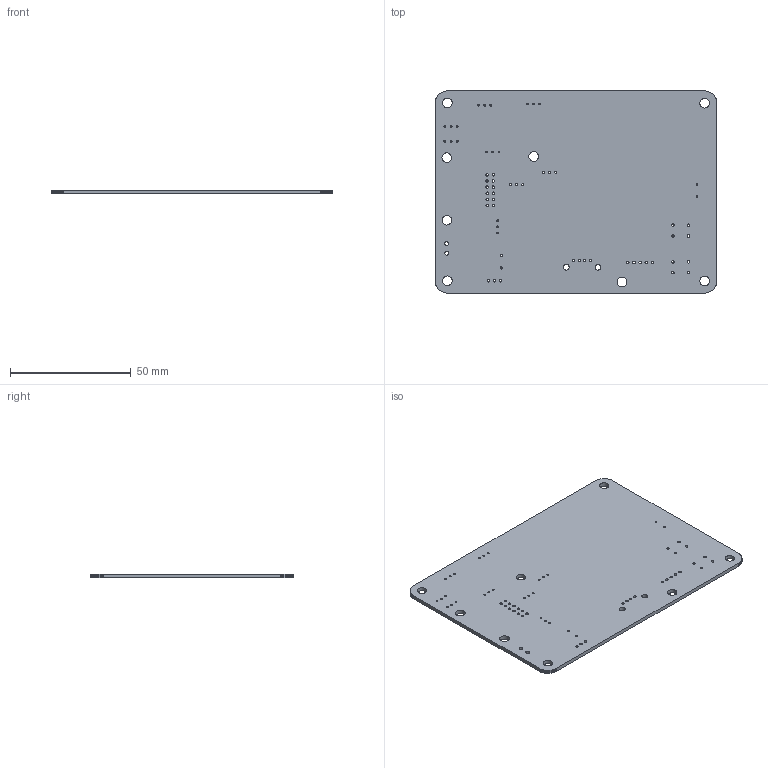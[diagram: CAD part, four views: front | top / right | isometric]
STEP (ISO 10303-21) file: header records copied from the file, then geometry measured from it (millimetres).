
FILE_DESCRIPTION(('KiCad electronic assembly'),'2;1');
FILE_NAME('Payload.step','2024-06-09T22:15:27',('Pcbnew'),('Kicad'), 'Open CASCADE STEP processor 7.7','KiCad to STEP converter','Unknown' );
FILE_SCHEMA(('AUTOMOTIVE_DESIGN { 1 0 10303 214 1 1 1 1 }'));
Length unit declared in the file: millimetre
Products named in the file (2): Payload 1; Payload PCB
Assembly tree (1 placements, depth 2):
  Payload 1
    Payload PCB
Bounding box: 116.84 x 83.82 x 1.58 mm (x, y, z)
Volume: 15196.8 mm3; surface area: 20325.9 mm2
Topology: 1 solids, 1 shells, 150 faces, 444 edges, 296 vertices
Faces by surface type: plane 78, cylinder 72
Full cylindrical faces by diameter (mm): 0.762 x2, 0.787 x24, 0.9 x2, 1 x15, 1.016 x17, 1.63 x2, 2.38 x2, 4 x8
Entity records: 11593 total; most frequent: CARTESIAN_POINT 2644, DIRECTION 1636, LINE 1044, VECTOR 1044, ORIENTED_EDGE 888, PCURVE 888, DEFINITIONAL_REPRESENTATION 888, EDGE_CURVE 444
